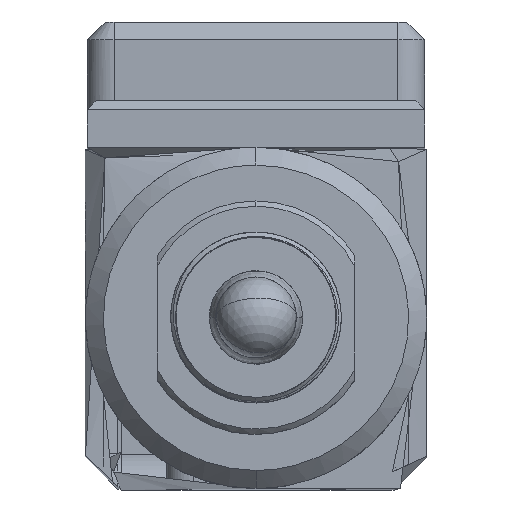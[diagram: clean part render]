
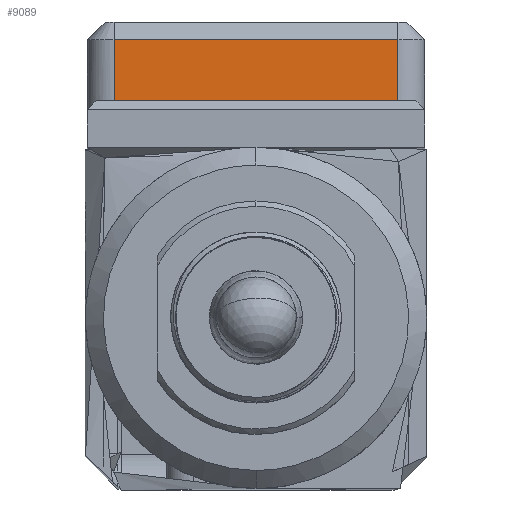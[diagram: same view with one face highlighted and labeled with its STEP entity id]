
A CAD part, top view. The second image highlights one B-rep face of the part: STEP entity #9089.
In plain terms, the highlighted planar face has unit normal (0, 0, -1).
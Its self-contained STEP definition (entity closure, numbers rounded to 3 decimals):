
#257 = CARTESIAN_POINT ( 'NONE',  ( 7.9, 12.1, 35.5 ) ) ;
#878 = CARTESIAN_POINT ( 'NONE',  ( -7.9, 15.5, 35.5 ) ) ;
#917 = CARTESIAN_POINT ( 'NONE',  ( -2.633, 12.1, 35.5 ) ) ;
#984 = CARTESIAN_POINT ( 'NONE',  ( -7.9, 12.1, 35.5 ) ) ;
#1320 = CARTESIAN_POINT ( 'NONE',  ( -7.9, 15.5, 35.5 ) ) ;
#1582 = ORIENTED_EDGE ( 'NONE', *, *, #15618, .T. ) ;
#1689 = CARTESIAN_POINT ( 'NONE',  ( 7.9, 14.367, 35.5 ) ) ;
#1953 = PLANE ( 'NONE',  #8455 ) ;
#2170 = CARTESIAN_POINT ( 'NONE',  ( 2.633, 12.1, 35.5 ) ) ;
#2252 = CARTESIAN_POINT ( 'NONE',  ( 7.9, 12.1, 35.5 ) ) ;
#3526 = CARTESIAN_POINT ( 'NONE',  ( -7.9, 15.5, 35.5 ) ) ;
#3644 = ORIENTED_EDGE ( 'NONE', *, *, #9415, .T. ) ;
#4195 = VERTEX_POINT ( 'NONE', #984 ) ;
#4581 = VERTEX_POINT ( 'NONE', #14428 ) ;
#4839 = EDGE_CURVE ( 'NONE', #4195, #9957, #8798, .T. ) ;
#5788 = ORIENTED_EDGE ( 'NONE', *, *, #4839, .T. ) ;
#5972 = B_SPLINE_CURVE_WITH_KNOTS ( 'NONE', 3,
 ( #17149, #2170, #917, #14226 ),
 .UNSPECIFIED., .F., .F.,
 ( 4, 4 ),
 ( 0., 1. ),
 .UNSPECIFIED. ) ;
#7414 = DIRECTION ( 'NONE',  ( 0., 0., -1. ) ) ;
#7444 = B_SPLINE_CURVE_WITH_KNOTS ( 'NONE', 3,
 ( #12763, #1689, #11256, #257 ),
 .UNSPECIFIED., .F., .F.,
 ( 4, 4 ),
 ( 0., 1. ),
 .UNSPECIFIED. ) ;
#7517 = EDGE_CURVE ( 'NONE', #4581, #8370, #7444, .T. ) ;
#7655 = EDGE_LOOP ( 'NONE', ( #3644, #5788, #1582, #9103 ) ) ;
#8370 = VERTEX_POINT ( 'NONE', #2252 ) ;
#8455 = AXIS2_PLACEMENT_3D ( 'NONE', #14095, #7414, #8936 ) ;
#8798 = B_SPLINE_CURVE_WITH_KNOTS ( 'NONE', 3,
 ( #15865, #17549, #9031, #878 ),
 .UNSPECIFIED., .F., .F.,
 ( 4, 4 ),
 ( 0., 1. ),
 .UNSPECIFIED. ) ;
#8936 = DIRECTION ( 'NONE',  ( -1., 0., 0. ) ) ;
#9031 = CARTESIAN_POINT ( 'NONE',  ( -7.9, 14.367, 35.5 ) ) ;
#9089 = ADVANCED_FACE ( 'NONE', ( #12942 ), #1953, .T. ) ;
#9103 = ORIENTED_EDGE ( 'NONE', *, *, #7517, .T. ) ;
#9415 = EDGE_CURVE ( 'NONE', #8370, #4195, #5972, .T. ) ;
#9828 = CARTESIAN_POINT ( 'NONE',  ( -2.633, 15.5, 35.5 ) ) ;
#9957 = VERTEX_POINT ( 'NONE', #1320 ) ;
#10483 = B_SPLINE_CURVE_WITH_KNOTS ( 'NONE', 3,
 ( #3526, #9828, #11154, #15234 ),
 .UNSPECIFIED., .F., .F.,
 ( 4, 4 ),
 ( 0., 1. ),
 .UNSPECIFIED. ) ;
#11154 = CARTESIAN_POINT ( 'NONE',  ( 2.633, 15.5, 35.5 ) ) ;
#11256 = CARTESIAN_POINT ( 'NONE',  ( 7.9, 13.233, 35.5 ) ) ;
#12763 = CARTESIAN_POINT ( 'NONE',  ( 7.9, 15.5, 35.5 ) ) ;
#12942 = FACE_OUTER_BOUND ( 'NONE', #7655, .T. ) ;
#14095 = CARTESIAN_POINT ( 'NONE',  ( 9.4, 16.5, 35.5 ) ) ;
#14226 = CARTESIAN_POINT ( 'NONE',  ( -7.9, 12.1, 35.5 ) ) ;
#14428 = CARTESIAN_POINT ( 'NONE',  ( 7.9, 15.5, 35.5 ) ) ;
#15234 = CARTESIAN_POINT ( 'NONE',  ( 7.9, 15.5, 35.5 ) ) ;
#15618 = EDGE_CURVE ( 'NONE', #9957, #4581, #10483, .T. ) ;
#15865 = CARTESIAN_POINT ( 'NONE',  ( -7.9, 12.1, 35.5 ) ) ;
#17149 = CARTESIAN_POINT ( 'NONE',  ( 7.9, 12.1, 35.5 ) ) ;
#17549 = CARTESIAN_POINT ( 'NONE',  ( -7.9, 13.233, 35.5 ) ) ;
